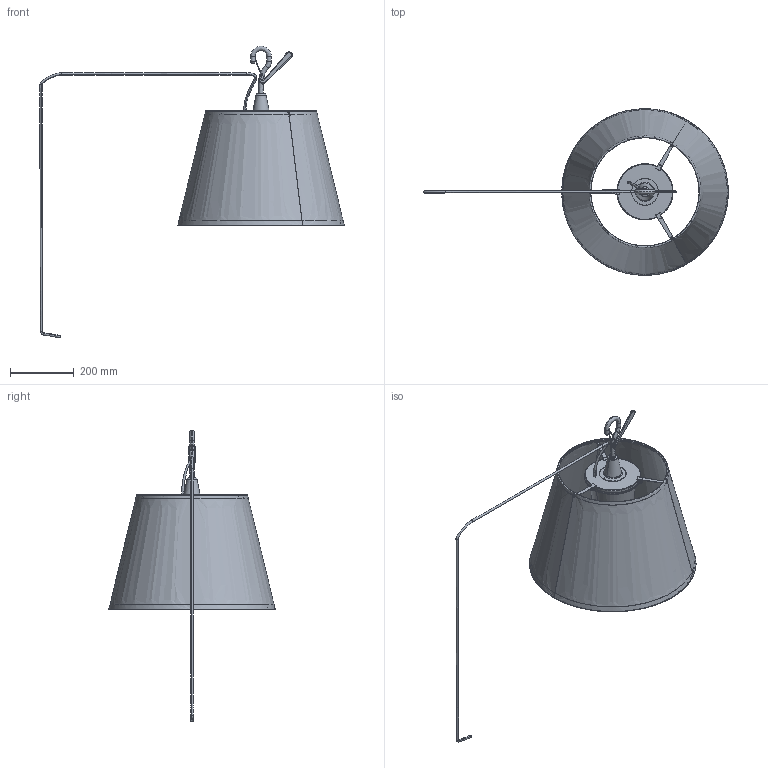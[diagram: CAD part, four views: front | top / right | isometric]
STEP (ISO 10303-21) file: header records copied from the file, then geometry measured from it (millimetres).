
FILE_DESCRIPTION(/* description */ (''),/* implementation_level */ '2;1');
FILE_NAME(/* name */ 'TOLOMEO OUTDOOR PARALUME HOOK',/* time_stamp */ '2018-01-25T14:34:16+01:00',/* author */ (''),/* organization */ (''),/* preprocessor_version */ 'ST-DEVELOPER v15',/* originating_system */ '',/* authorisation */ '');
FILE_SCHEMA (('CONFIG_CONTROL_DESIGN'));
Length unit declared in the file: millimetre
Products named in the file (2): Document; Blocco 02
Assembly tree (1 placements, depth 2):
  Document
    Blocco 02
Bounding box: 955.45 x 522.39 x 915.03 mm (x, y, z)
Volume: 399292.9 mm3; surface area: 1380492 mm2
Topology: 13 solids, 18 shells, 707 faces, 1990 edges, 1148 vertices
Faces by surface type: bspline 547, plane 160
Entity records: 92548 total; most frequent: CARTESIAN_POINT 81400, ORIENTED_EDGE 3846, EDGE_CURVE 2031, B_SPLINE_CURVE_WITH_KNOTS 1257, VERTEX_POINT 1142, EDGE_LOOP 704, ADVANCED_FACE 685, FACE_OUTER_BOUND 685
